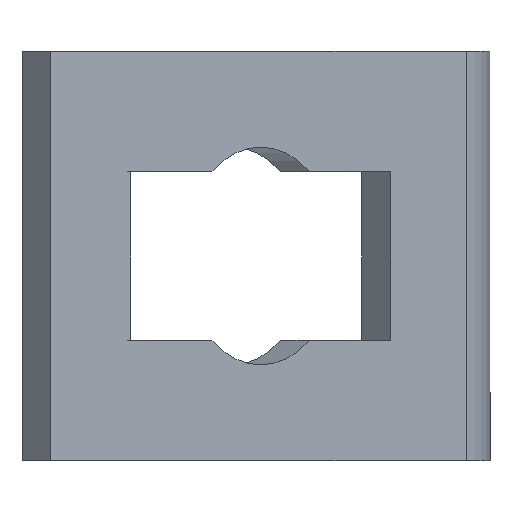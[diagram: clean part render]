
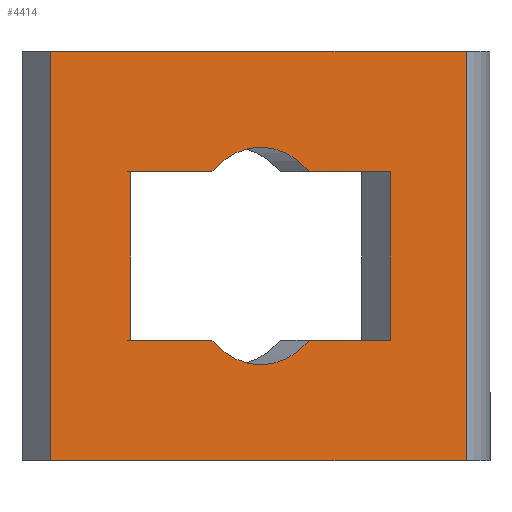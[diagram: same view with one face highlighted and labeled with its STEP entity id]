
A CAD part, left-side view. The second image highlights one B-rep face of the part: STEP entity #4414.
In plain terms, the highlighted planar face has unit normal (-0.707, -0.707, 0).
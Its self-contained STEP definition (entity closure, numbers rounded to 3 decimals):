
#4122=CARTESIAN_POINT('',(-141.843,35.143,-8.25));
#4123=VERTEX_POINT('',#4122);
#4130=CARTESIAN_POINT('',(-133.878,27.178,-8.25));
#4131=VERTEX_POINT('',#4130);
#4132=CARTESIAN_POINT('',(-133.878,27.178,-8.25));
#4133=DIRECTION('',(-0.707,0.707,0.));
#4134=VECTOR('',#4133,11.265);
#4135=LINE('',#4132,#4134);
#4136=EDGE_CURVE('',#4131,#4123,#4135,.T.);
#4154=CARTESIAN_POINT('',(-124.353,17.653,-8.25));
#4155=VERTEX_POINT('',#4154);
#4156=CARTESIAN_POINT('',(-129.115,22.415,0.));
#4157=DIRECTION('',(0.707,0.707,0.));
#4158=DIRECTION('',(-0.447,0.447,-0.775));
#4159=AXIS2_PLACEMENT_3D('',#4156,#4157,#4158);
#4160=CIRCLE('',#4159,10.65);
#4161=EDGE_CURVE('',#4155,#4131,#4160,.T.);
#4179=CARTESIAN_POINT('',(-116.387,9.687,-8.25));
#4180=VERTEX_POINT('',#4179);
#4181=CARTESIAN_POINT('',(-116.387,9.687,-8.25));
#4182=DIRECTION('',(-0.707,0.707,0.));
#4183=VECTOR('',#4182,11.265);
#4184=LINE('',#4181,#4183);
#4185=EDGE_CURVE('',#4180,#4155,#4184,.T.);
#4203=CARTESIAN_POINT('',(-116.387,9.687,8.25));
#4204=VERTEX_POINT('',#4203);
#4205=CARTESIAN_POINT('',(-116.387,9.687,8.25));
#4206=DIRECTION('',(0.0,0.0,-1.0));
#4207=VECTOR('',#4206,16.5);
#4208=LINE('',#4205,#4207);
#4209=EDGE_CURVE('',#4204,#4180,#4208,.T.);
#4227=CARTESIAN_POINT('',(-124.353,17.653,8.25));
#4228=VERTEX_POINT('',#4227);
#4229=CARTESIAN_POINT('',(-124.353,17.653,8.25));
#4230=DIRECTION('',(0.707,-0.707,0.0));
#4231=VECTOR('',#4230,11.265);
#4232=LINE('',#4229,#4231);
#4233=EDGE_CURVE('',#4228,#4204,#4232,.T.);
#4251=CARTESIAN_POINT('',(-133.878,27.178,8.25));
#4252=VERTEX_POINT('',#4251);
#4253=CARTESIAN_POINT('',(-129.115,22.415,0.));
#4254=DIRECTION('',(0.707,0.707,0.));
#4255=DIRECTION('',(0.447,-0.447,0.775));
#4256=AXIS2_PLACEMENT_3D('',#4253,#4254,#4255);
#4257=CIRCLE('',#4256,10.65);
#4258=EDGE_CURVE('',#4252,#4228,#4257,.T.);
#4276=CARTESIAN_POINT('',(-141.843,35.143,8.25));
#4277=VERTEX_POINT('',#4276);
#4278=CARTESIAN_POINT('',(-141.843,35.143,8.25));
#4279=DIRECTION('',(0.707,-0.707,0.0));
#4280=VECTOR('',#4279,11.265);
#4281=LINE('',#4278,#4280);
#4282=EDGE_CURVE('',#4277,#4252,#4281,.T.);
#4300=CARTESIAN_POINT('',(-141.843,35.143,-8.25));
#4301=DIRECTION('',(0.0,0.0,1.0));
#4302=VECTOR('',#4301,16.5);
#4303=LINE('',#4300,#4302);
#4304=EDGE_CURVE('',#4123,#4277,#4303,.T.);
#4315=CARTESIAN_POINT('',(-109.043,2.343,-20.));
#4316=VERTEX_POINT('',#4315);
#4323=CARTESIAN_POINT('',(-149.621,42.921,-20.));
#4324=VERTEX_POINT('',#4323);
#4325=CARTESIAN_POINT('',(-109.043,2.343,-20.));
#4326=DIRECTION('',(-0.707,0.707,0.0));
#4327=VECTOR('',#4326,57.386);
#4328=LINE('',#4325,#4327);
#4329=EDGE_CURVE('',#4316,#4324,#4328,.T.);
#4374=CARTESIAN_POINT('',(-91.18,-15.52,0.));
#4375=DIRECTION('',(0.707,0.707,0.));
#4376=DIRECTION('',(0.0,0.0,1.0));
#4377=AXIS2_PLACEMENT_3D('',#4374,#4375,#4376);
#4378=PLANE('',#4377);
#4379=CARTESIAN_POINT('',(-109.043,2.343,20.));
#4380=VERTEX_POINT('',#4379);
#4381=CARTESIAN_POINT('',(-109.043,2.343,-20.));
#4382=DIRECTION('',(0.0,0.0,1.0));
#4383=VECTOR('',#4382,40.);
#4384=LINE('',#4381,#4383);
#4385=EDGE_CURVE('',#4316,#4380,#4384,.T.);
#4386=ORIENTED_EDGE('',*,*,#4385,.T.);
#4387=CARTESIAN_POINT('',(-149.621,42.921,20.));
#4388=VERTEX_POINT('',#4387);
#4389=CARTESIAN_POINT('',(-149.621,42.921,20.));
#4390=DIRECTION('',(0.707,-0.707,0.0));
#4391=VECTOR('',#4390,57.386);
#4392=LINE('',#4389,#4391);
#4393=EDGE_CURVE('',#4388,#4380,#4392,.T.);
#4394=ORIENTED_EDGE('',*,*,#4393,.F.);
#4395=CARTESIAN_POINT('',(-149.621,42.921,-20.));
#4396=DIRECTION('',(0.0,0.0,1.0));
#4397=VECTOR('',#4396,40.);
#4398=LINE('',#4395,#4397);
#4399=EDGE_CURVE('',#4324,#4388,#4398,.T.);
#4400=ORIENTED_EDGE('',*,*,#4399,.F.);
#4401=ORIENTED_EDGE('',*,*,#4329,.F.);
#4402=EDGE_LOOP('',(#4386,#4394,#4400,#4401));
#4403=FACE_OUTER_BOUND('',#4402,.T.);
#4404=ORIENTED_EDGE('',*,*,#4136,.T.);
#4405=ORIENTED_EDGE('',*,*,#4304,.T.);
#4406=ORIENTED_EDGE('',*,*,#4282,.T.);
#4407=ORIENTED_EDGE('',*,*,#4258,.T.);
#4408=ORIENTED_EDGE('',*,*,#4233,.T.);
#4409=ORIENTED_EDGE('',*,*,#4209,.T.);
#4410=ORIENTED_EDGE('',*,*,#4185,.T.);
#4411=ORIENTED_EDGE('',*,*,#4161,.T.);
#4412=EDGE_LOOP('',(#4404,#4405,#4406,#4407,#4408,#4409,#4410,#4411));
#4413=FACE_BOUND('',#4412,.T.);
#4414=ADVANCED_FACE('',(#4403,#4413),#4378,.F.);
